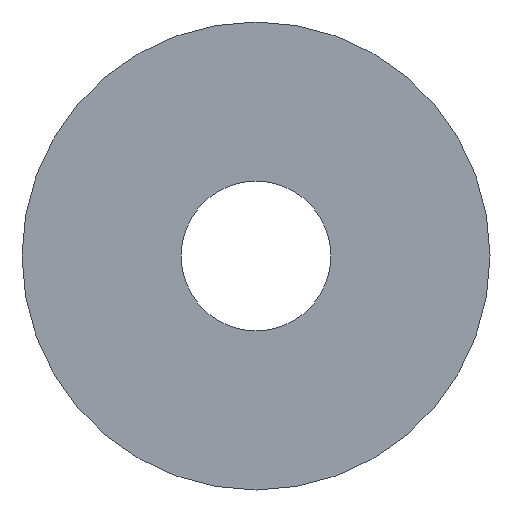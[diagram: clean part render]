
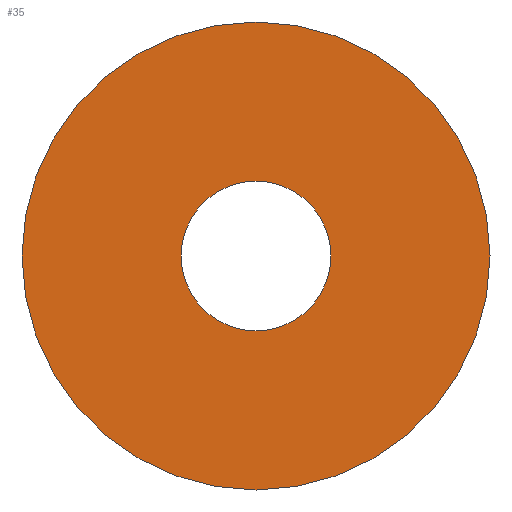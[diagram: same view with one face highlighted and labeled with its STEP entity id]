
A CAD part, front view. The second image highlights one B-rep face of the part: STEP entity #35.
In plain terms, the highlighted planar face has unit normal (0, -1, 0).
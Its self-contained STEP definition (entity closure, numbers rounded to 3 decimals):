
#2 = EDGE_CURVE ( 'NONE', #17, #16, #82, .T. ) ;
#16 = VERTEX_POINT ( 'NONE', #102 ) ;
#17 = VERTEX_POINT ( 'NONE', #101 ) ;
#28 = EDGE_CURVE ( 'NONE', #16, #17, #187, .T. ) ;
#30 = ORIENTED_EDGE ( 'NONE', *, *, #28, .T. ) ;
#31 = ORIENTED_EDGE ( 'NONE', *, *, #2, .T. ) ;
#32 = EDGE_LOOP ( 'NONE', ( #65, #57 ) ) ;
#35 = ADVANCED_FACE ( 'NONE', ( #188, #159 ), #158, .F. ) ;
#52 = VERTEX_POINT ( 'NONE', #140 ) ;
#53 = VERTEX_POINT ( 'NONE', #139 ) ;
#54 = EDGE_CURVE ( 'NONE', #52, #53, #138, .T. ) ;
#56 = EDGE_CURVE ( 'NONE', #53, #52, #133, .T. ) ;
#57 = ORIENTED_EDGE ( 'NONE', *, *, #54, .F. ) ;
#58 = EDGE_LOOP ( 'NONE', ( #31, #30 ) ) ;
#65 = ORIENTED_EDGE ( 'NONE', *, *, #56, .F. ) ;
#68 = DIRECTION ( 'NONE',  ( 0., 0., 1. ) ) ;
#69 = DIRECTION ( 'NONE',  ( 0., 1., 0. ) ) ;
#70 = CARTESIAN_POINT ( 'NONE',  ( 0., 0., 0. ) ) ;
#81 = AXIS2_PLACEMENT_3D ( 'NONE', #70, #69, #68 ) ;
#82 = CIRCLE ( 'NONE', #81, 20. ) ;
#101 = CARTESIAN_POINT ( 'NONE',  ( 0., 0., -20. ) ) ;
#102 = CARTESIAN_POINT ( 'NONE',  ( 0., 0., 20. ) ) ;
#105 = CARTESIAN_POINT ( 'NONE',  ( 0., 0., 0. ) ) ;
#106 = AXIS2_PLACEMENT_3D ( 'NONE', #105, #186, #185 ) ;
#129 = DIRECTION ( 'NONE',  ( 0., 0., 1. ) ) ;
#130 = DIRECTION ( 'NONE',  ( 0., 1., 0. ) ) ;
#131 = CARTESIAN_POINT ( 'NONE',  ( 0., 0., 0. ) ) ;
#132 = AXIS2_PLACEMENT_3D ( 'NONE', #131, #130, #129 ) ;
#133 = CIRCLE ( 'NONE', #132, 62.5 ) ;
#134 = DIRECTION ( 'NONE',  ( 0., 0., 1. ) ) ;
#135 = DIRECTION ( 'NONE',  ( 0., 1., 0. ) ) ;
#136 = CARTESIAN_POINT ( 'NONE',  ( 0., 0., 0. ) ) ;
#137 = AXIS2_PLACEMENT_3D ( 'NONE', #136, #135, #134 ) ;
#138 = CIRCLE ( 'NONE', #137, 62.5 ) ;
#139 = CARTESIAN_POINT ( 'NONE',  ( 0., 0., -62.5 ) ) ;
#140 = CARTESIAN_POINT ( 'NONE',  ( 0., 0., 62.5 ) ) ;
#153 = DIRECTION ( 'NONE',  ( 0., 0., 1. ) ) ;
#154 = DIRECTION ( 'NONE',  ( 0., 1., 0. ) ) ;
#155 = AXIS2_PLACEMENT_3D ( 'NONE', #157, #154, #153 ) ;
#157 = CARTESIAN_POINT ( 'NONE',  ( 0., 0., 0. ) ) ;
#158 = PLANE ( 'NONE',  #155 ) ;
#159 = FACE_BOUND ( 'NONE', #58, .T. ) ;
#185 = DIRECTION ( 'NONE',  ( 0., 0., 1. ) ) ;
#186 = DIRECTION ( 'NONE',  ( 0., 1., 0. ) ) ;
#187 = CIRCLE ( 'NONE', #106, 20. ) ;
#188 = FACE_OUTER_BOUND ( 'NONE', #32, .T. ) ;
